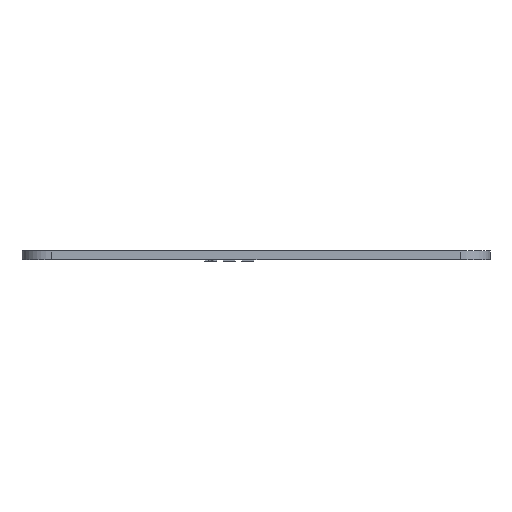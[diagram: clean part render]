
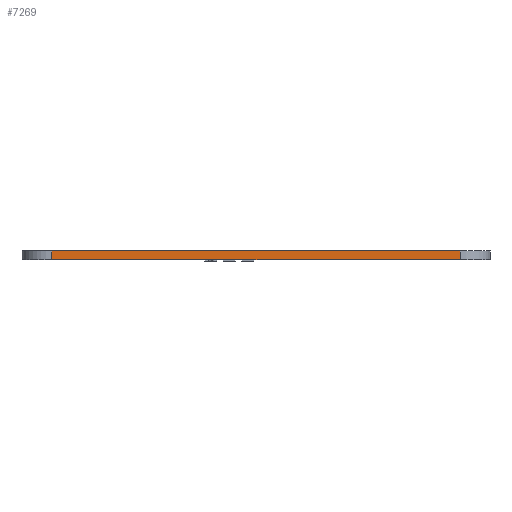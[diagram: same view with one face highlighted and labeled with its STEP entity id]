
A CAD part, left-side view. The second image highlights one B-rep face of the part: STEP entity #7269.
In plain terms, the highlighted planar face has unit normal (-1, 0, 0).
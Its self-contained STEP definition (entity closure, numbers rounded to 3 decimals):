
#1082=FACE_OUTER_BOUND('',#1495,.T.);
#1495=EDGE_LOOP('',(#6641,#6642,#6643,#6644));
#1750=LINE('',#10609,#2390);
#2143=LINE('',#14061,#2783);
#2144=LINE('',#14064,#2784);
#2145=LINE('',#14065,#2785);
#2390=VECTOR('',#7898,10.);
#2783=VECTOR('',#8621,10.);
#2784=VECTOR('',#8624,10.);
#2785=VECTOR('',#8625,10.);
#3049=VERTEX_POINT('',#10606);
#3050=VERTEX_POINT('',#10608);
#3504=VERTEX_POINT('',#14059);
#3505=VERTEX_POINT('',#14063);
#3889=EDGE_CURVE('',#3050,#3049,#1750,.T.);
#4572=EDGE_CURVE('',#3049,#3504,#2143,.T.);
#4573=EDGE_CURVE('',#3505,#3504,#2144,.T.);
#4574=EDGE_CURVE('',#3050,#3505,#2145,.T.);
#6641=ORIENTED_EDGE('',*,*,#3889,.T.);
#6642=ORIENTED_EDGE('',*,*,#4572,.T.);
#6643=ORIENTED_EDGE('',*,*,#4573,.F.);
#6644=ORIENTED_EDGE('',*,*,#4574,.F.);
#6889=PLANE('',#7521);
#7269=ADVANCED_FACE('',(#1082),#6889,.T.);
#7521=AXIS2_PLACEMENT_3D('',#14062,#8622,#8623);
#7898=DIRECTION('',(0.,-1.,0.));
#8621=DIRECTION('',(0.,0.,1.));
#8622=DIRECTION('center_axis',(-1.,0.,0.));
#8623=DIRECTION('ref_axis',(0.,-1.,0.));
#8624=DIRECTION('',(0.,-1.,0.));
#8625=DIRECTION('',(0.,0.,1.));
#10606=CARTESIAN_POINT('',(-32.375,-42.575,61.5));
#10608=CARTESIAN_POINT('',(-32.375,26.725,61.5));
#10609=CARTESIAN_POINT('',(-32.375,26.725,61.5));
#14059=CARTESIAN_POINT('',(-32.375,-42.575,63.));
#14061=CARTESIAN_POINT('',(-32.375,-42.575,61.5));
#14062=CARTESIAN_POINT('Origin',(-32.375,26.725,61.5));
#14063=CARTESIAN_POINT('',(-32.375,26.725,63.));
#14064=CARTESIAN_POINT('',(-32.375,26.725,63.));
#14065=CARTESIAN_POINT('',(-32.375,26.725,61.5));
